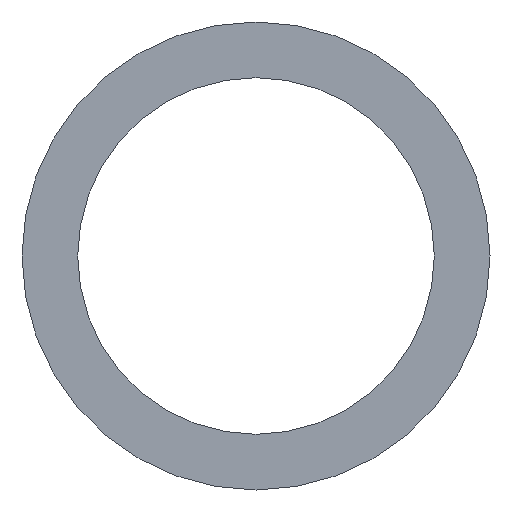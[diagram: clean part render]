
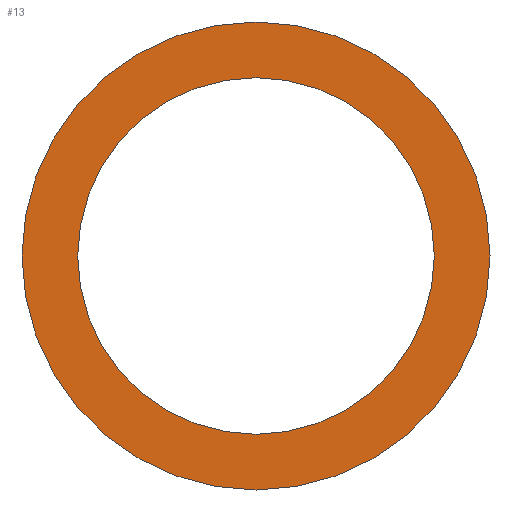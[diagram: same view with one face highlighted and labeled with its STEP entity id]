
A CAD part, front view. The second image highlights one B-rep face of the part: STEP entity #13.
In plain terms, the highlighted planar face has unit normal (0, -1, 0).
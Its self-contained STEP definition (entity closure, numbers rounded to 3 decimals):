
#13 = ADVANCED_FACE ( 'NONE', ( #142, #30 ), #105, .F. ) ;
#30 = FACE_BOUND ( 'NONE', #64, .T. ) ;
#32 = DIRECTION ( 'NONE',  ( 0., 0., 1. ) ) ;
#33 = CARTESIAN_POINT ( 'NONE',  ( 0., 0., 0. ) ) ;
#38 = EDGE_CURVE ( 'NONE', #70, #129, #156, .T. ) ;
#43 = EDGE_CURVE ( 'NONE', #199, #214, #210, .T. ) ;
#53 = DIRECTION ( 'NONE',  ( 0., 0., 1. ) ) ;
#56 = DIRECTION ( 'NONE',  ( 0., 1., 0. ) ) ;
#61 = AXIS2_PLACEMENT_3D ( 'NONE', #67, #89, #87 ) ;
#64 = EDGE_LOOP ( 'NONE', ( #111, #125 ) ) ;
#66 = CIRCLE ( 'NONE', #141, 2.1 ) ;
#67 = CARTESIAN_POINT ( 'NONE',  ( 0., 0., 0. ) ) ;
#70 = VERTEX_POINT ( 'NONE', #133 ) ;
#87 = DIRECTION ( 'NONE',  ( 0., 0., 1. ) ) ;
#89 = DIRECTION ( 'NONE',  ( 0., 1., 0. ) ) ;
#90 = CARTESIAN_POINT ( 'NONE',  ( 0., 0., 0. ) ) ;
#91 = CARTESIAN_POINT ( 'NONE',  ( 0., 0., -2.1 ) ) ;
#98 = CARTESIAN_POINT ( 'NONE',  ( 0., 0., 0. ) ) ;
#105 = PLANE ( 'NONE',  #61 ) ;
#107 = EDGE_CURVE ( 'NONE', #129, #70, #66, .T. ) ;
#108 = DIRECTION ( 'NONE',  ( 0., 1., 0. ) ) ;
#110 = CARTESIAN_POINT ( 'NONE',  ( 0., 0., 1.6 ) ) ;
#111 = ORIENTED_EDGE ( 'NONE', *, *, #117, .T. ) ;
#113 = DIRECTION ( 'NONE',  ( 0., 0., 1. ) ) ;
#114 = AXIS2_PLACEMENT_3D ( 'NONE', #221, #56, #113 ) ;
#115 = DIRECTION ( 'NONE',  ( 0., 0., 1. ) ) ;
#117 = EDGE_CURVE ( 'NONE', #214, #199, #151, .T. ) ;
#125 = ORIENTED_EDGE ( 'NONE', *, *, #43, .T. ) ;
#127 = ORIENTED_EDGE ( 'NONE', *, *, #38, .F. ) ;
#129 = VERTEX_POINT ( 'NONE', #91 ) ;
#133 = CARTESIAN_POINT ( 'NONE',  ( 0., 0., 2.1 ) ) ;
#141 = AXIS2_PLACEMENT_3D ( 'NONE', #90, #108, #32 ) ;
#142 = FACE_OUTER_BOUND ( 'NONE', #242, .T. ) ;
#144 = ORIENTED_EDGE ( 'NONE', *, *, #107, .F. ) ;
#151 = CIRCLE ( 'NONE', #204, 1.6 ) ;
#156 = CIRCLE ( 'NONE', #169, 2.1 ) ;
#169 = AXIS2_PLACEMENT_3D ( 'NONE', #98, #224, #115 ) ;
#178 = DIRECTION ( 'NONE',  ( 0., 1., 0. ) ) ;
#180 = CARTESIAN_POINT ( 'NONE',  ( 0., 0., -1.6 ) ) ;
#199 = VERTEX_POINT ( 'NONE', #110 ) ;
#204 = AXIS2_PLACEMENT_3D ( 'NONE', #33, #178, #53 ) ;
#210 = CIRCLE ( 'NONE', #114, 1.6 ) ;
#214 = VERTEX_POINT ( 'NONE', #180 ) ;
#221 = CARTESIAN_POINT ( 'NONE',  ( 0., 0., 0. ) ) ;
#224 = DIRECTION ( 'NONE',  ( 0., 1., 0. ) ) ;
#242 = EDGE_LOOP ( 'NONE', ( #144, #127 ) ) ;
